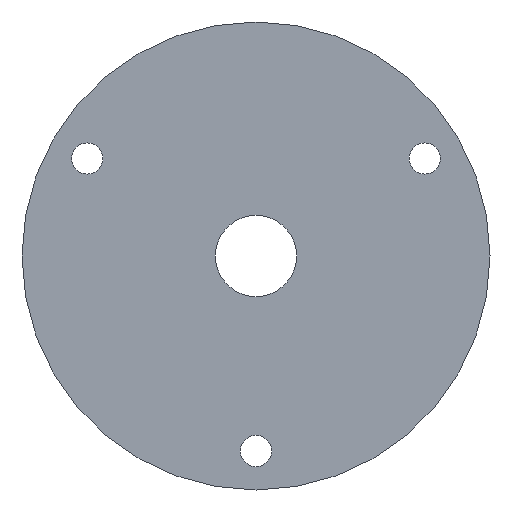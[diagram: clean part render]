
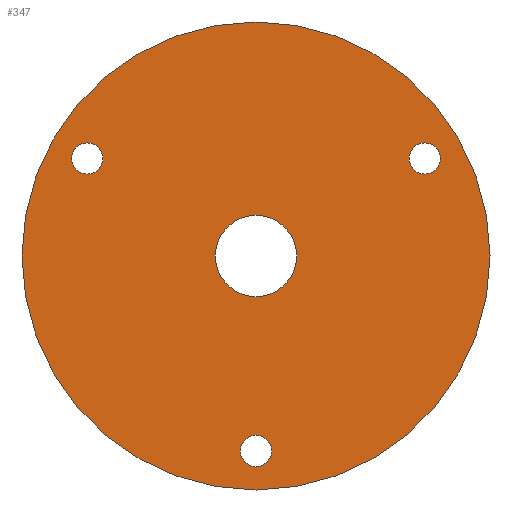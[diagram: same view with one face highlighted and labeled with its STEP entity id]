
A CAD part, front view. The second image highlights one B-rep face of the part: STEP entity #347.
In plain terms, the highlighted planar face has unit normal (0, -1, 0).
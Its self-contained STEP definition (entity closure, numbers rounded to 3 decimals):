
#5 = DIRECTION ( 'NONE',  ( 0., 0., 1. ) ) ;
#9 = EDGE_CURVE ( 'NONE', #138, #206, #520, .T. ) ;
#19 = AXIS2_PLACEMENT_3D ( 'NONE', #355, #728, #786 ) ;
#36 = EDGE_CURVE ( 'NONE', #594, #733, #214, .T. ) ;
#39 = CARTESIAN_POINT ( 'NONE',  ( 54.127, 0., 26.25 ) ) ;
#48 = CARTESIAN_POINT ( 'NONE',  ( 0., 0., 0. ) ) ;
#58 = CARTESIAN_POINT ( 'NONE',  ( 0., 0., 75. ) ) ;
#81 = FACE_BOUND ( 'NONE', #225, .T. ) ;
#92 = CIRCLE ( 'NONE', #663, 5. ) ;
#99 = DIRECTION ( 'NONE',  ( 0., 0., 1. ) ) ;
#122 = EDGE_LOOP ( 'NONE', ( #745, #186 ) ) ;
#126 = EDGE_CURVE ( 'NONE', #206, #138, #330, .T. ) ;
#138 = VERTEX_POINT ( 'NONE', #382 ) ;
#145 = FACE_BOUND ( 'NONE', #122, .T. ) ;
#156 = ORIENTED_EDGE ( 'NONE', *, *, #726, .F. ) ;
#160 = DIRECTION ( 'NONE',  ( 0., 0., 1. ) ) ;
#161 = CARTESIAN_POINT ( 'NONE',  ( 0., 0., -13. ) ) ;
#166 = AXIS2_PLACEMENT_3D ( 'NONE', #684, #503, #683 ) ;
#173 = FACE_BOUND ( 'NONE', #362, .T. ) ;
#186 = ORIENTED_EDGE ( 'NONE', *, *, #36, .T. ) ;
#189 = DIRECTION ( 'NONE',  ( 0., 0., 1. ) ) ;
#190 = CARTESIAN_POINT ( 'NONE',  ( 54.127, 0., 31.25 ) ) ;
#191 = CARTESIAN_POINT ( 'NONE',  ( -54.127, 0., 31.25 ) ) ;
#192 = AXIS2_PLACEMENT_3D ( 'NONE', #191, #252, #189 ) ;
#205 = VERTEX_POINT ( 'NONE', #333 ) ;
#206 = VERTEX_POINT ( 'NONE', #161 ) ;
#214 = CIRCLE ( 'NONE', #192, 5. ) ;
#220 = AXIS2_PLACEMENT_3D ( 'NONE', #648, #470, #99 ) ;
#225 = EDGE_LOOP ( 'NONE', ( #363, #732 ) ) ;
#230 = DIRECTION ( 'NONE',  ( 0., 1., 0. ) ) ;
#233 = AXIS2_PLACEMENT_3D ( 'NONE', #606, #230, #234 ) ;
#234 = DIRECTION ( 'NONE',  ( 0., 0., 1. ) ) ;
#246 = EDGE_CURVE ( 'NONE', #637, #479, #92, .T. ) ;
#252 = DIRECTION ( 'NONE',  ( 0., 1., 0. ) ) ;
#257 = VERTEX_POINT ( 'NONE', #39 ) ;
#273 = DIRECTION ( 'NONE',  ( 0., 1., 0. ) ) ;
#284 = ORIENTED_EDGE ( 'NONE', *, *, #749, .T. ) ;
#303 = DIRECTION ( 'NONE',  ( 0., 1., 0. ) ) ;
#305 = ORIENTED_EDGE ( 'NONE', *, *, #354, .F. ) ;
#309 = FACE_OUTER_BOUND ( 'NONE', #616, .T. ) ;
#320 = AXIS2_PLACEMENT_3D ( 'NONE', #374, #515, #756 ) ;
#330 = CIRCLE ( 'NONE', #320, 13. ) ;
#333 = CARTESIAN_POINT ( 'NONE',  ( 0., 0., -75. ) ) ;
#343 = EDGE_LOOP ( 'NONE', ( #593, #284 ) ) ;
#347 = ADVANCED_FACE ( 'NONE', ( #81, #145, #173, #686, #309 ), #530, .F. ) ;
#350 = CIRCLE ( 'NONE', #19, 5. ) ;
#354 = EDGE_CURVE ( 'NONE', #205, #603, #750, .T. ) ;
#355 = CARTESIAN_POINT ( 'NONE',  ( 54.127, 0., 31.25 ) ) ;
#362 = EDGE_LOOP ( 'NONE', ( #548, #556 ) ) ;
#363 = ORIENTED_EDGE ( 'NONE', *, *, #9, .T. ) ;
#367 = DIRECTION ( 'NONE',  ( 0., 1., 0. ) ) ;
#371 = CARTESIAN_POINT ( 'NONE',  ( 0., 0., -62.5 ) ) ;
#374 = CARTESIAN_POINT ( 'NONE',  ( 0., 0., 0. ) ) ;
#382 = CARTESIAN_POINT ( 'NONE',  ( 0., 0., 13. ) ) ;
#417 = AXIS2_PLACEMENT_3D ( 'NONE', #431, #511, #682 ) ;
#418 = CARTESIAN_POINT ( 'NONE',  ( 0., 0., -57.5 ) ) ;
#431 = CARTESIAN_POINT ( 'NONE',  ( 0., 0., 0. ) ) ;
#434 = CIRCLE ( 'NONE', #701, 5. ) ;
#440 = EDGE_CURVE ( 'NONE', #733, #594, #478, .T. ) ;
#443 = CARTESIAN_POINT ( 'NONE',  ( -54.127, 0., 36.25 ) ) ;
#470 = DIRECTION ( 'NONE',  ( 0., 1., 0. ) ) ;
#478 = CIRCLE ( 'NONE', #233, 5. ) ;
#479 = VERTEX_POINT ( 'NONE', #560 ) ;
#480 = DIRECTION ( 'NONE',  ( 0., 0., 1. ) ) ;
#487 = CIRCLE ( 'NONE', #582, 5. ) ;
#495 = CARTESIAN_POINT ( 'NONE',  ( -54.127, 0., 26.25 ) ) ;
#503 = DIRECTION ( 'NONE',  ( 0., 1., 0. ) ) ;
#511 = DIRECTION ( 'NONE',  ( 0., 1., 0. ) ) ;
#515 = DIRECTION ( 'NONE',  ( 0., 1., 0. ) ) ;
#520 = CIRCLE ( 'NONE', #417, 13. ) ;
#530 = PLANE ( 'NONE',  #220 ) ;
#548 = ORIENTED_EDGE ( 'NONE', *, *, #609, .T. ) ;
#556 = ORIENTED_EDGE ( 'NONE', *, *, #711, .T. ) ;
#558 = CARTESIAN_POINT ( 'NONE',  ( 54.127, 0., 36.25 ) ) ;
#560 = CARTESIAN_POINT ( 'NONE',  ( 0., 0., -67.5 ) ) ;
#582 = AXIS2_PLACEMENT_3D ( 'NONE', #190, #367, #5 ) ;
#593 = ORIENTED_EDGE ( 'NONE', *, *, #246, .T. ) ;
#594 = VERTEX_POINT ( 'NONE', #495 ) ;
#603 = VERTEX_POINT ( 'NONE', #58 ) ;
#606 = CARTESIAN_POINT ( 'NONE',  ( -54.127, 0., 31.25 ) ) ;
#609 = EDGE_CURVE ( 'NONE', #746, #257, #350, .T. ) ;
#616 = EDGE_LOOP ( 'NONE', ( #305, #156 ) ) ;
#625 = DIRECTION ( 'NONE',  ( 0., 0., 1. ) ) ;
#637 = VERTEX_POINT ( 'NONE', #418 ) ;
#648 = CARTESIAN_POINT ( 'NONE',  ( 0., 0., 0. ) ) ;
#663 = AXIS2_PLACEMENT_3D ( 'NONE', #766, #273, #160 ) ;
#665 = DIRECTION ( 'NONE',  ( 0., 1., 0. ) ) ;
#682 = DIRECTION ( 'NONE',  ( 0., 0., 1. ) ) ;
#683 = DIRECTION ( 'NONE',  ( 0., 0., 1. ) ) ;
#684 = CARTESIAN_POINT ( 'NONE',  ( 0., 0., 0. ) ) ;
#686 = FACE_BOUND ( 'NONE', #343, .T. ) ;
#701 = AXIS2_PLACEMENT_3D ( 'NONE', #371, #303, #625 ) ;
#711 = EDGE_CURVE ( 'NONE', #257, #746, #487, .T. ) ;
#726 = EDGE_CURVE ( 'NONE', #603, #205, #758, .T. ) ;
#728 = DIRECTION ( 'NONE',  ( 0., 1., 0. ) ) ;
#732 = ORIENTED_EDGE ( 'NONE', *, *, #126, .T. ) ;
#733 = VERTEX_POINT ( 'NONE', #443 ) ;
#745 = ORIENTED_EDGE ( 'NONE', *, *, #440, .T. ) ;
#746 = VERTEX_POINT ( 'NONE', #558 ) ;
#749 = EDGE_CURVE ( 'NONE', #479, #637, #434, .T. ) ;
#750 = CIRCLE ( 'NONE', #771, 75. ) ;
#756 = DIRECTION ( 'NONE',  ( 0., 0., 1. ) ) ;
#758 = CIRCLE ( 'NONE', #166, 75. ) ;
#766 = CARTESIAN_POINT ( 'NONE',  ( 0., 0., -62.5 ) ) ;
#771 = AXIS2_PLACEMENT_3D ( 'NONE', #48, #665, #480 ) ;
#786 = DIRECTION ( 'NONE',  ( 0., 0., 1. ) ) ;
